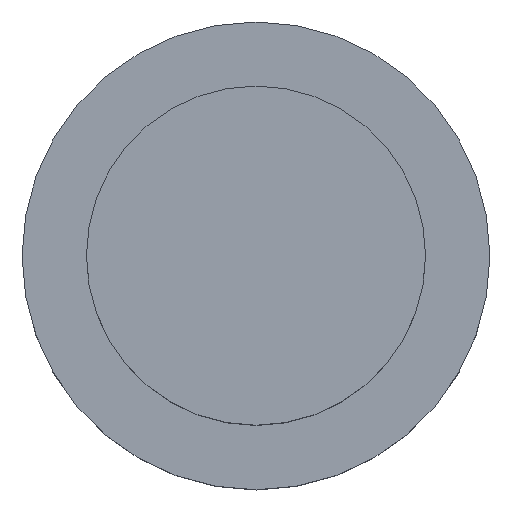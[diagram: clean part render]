
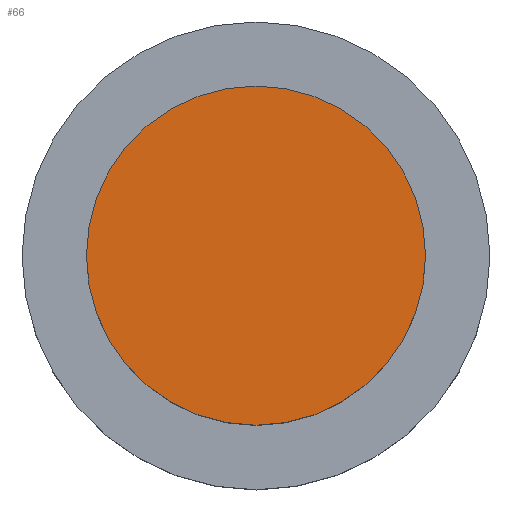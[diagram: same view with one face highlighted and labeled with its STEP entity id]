
A CAD part, top view. The second image highlights one B-rep face of the part: STEP entity #66.
In plain terms, the highlighted planar face has unit normal (0, 0, 1).
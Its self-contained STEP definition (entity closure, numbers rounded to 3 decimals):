
#26=FACE_OUTER_BOUND('',#32,.T.);
#32=EDGE_LOOP('',(#58));
#36=CIRCLE('',#76,2.9);
#40=VERTEX_POINT('',#112);
#45=EDGE_CURVE('',#40,#40,#36,.T.);
#58=ORIENTED_EDGE('',*,*,#45,.T.);
#61=PLANE('',#77);
#66=ADVANCED_FACE('',(#26),#61,.T.);
#76=AXIS2_PLACEMENT_3D('',#113,#95,#96);
#77=AXIS2_PLACEMENT_3D('',#115,#98,#99);
#95=DIRECTION('center_axis',(0.,0.,1.));
#96=DIRECTION('ref_axis',(-1.,0.,0.));
#98=DIRECTION('center_axis',(0.,0.,1.));
#99=DIRECTION('ref_axis',(-1.,0.,0.));
#112=CARTESIAN_POINT('',(16.76,40.28,12.6));
#113=CARTESIAN_POINT('Origin',(13.86,40.28,12.6));
#115=CARTESIAN_POINT('Origin',(13.86,40.28,12.6));
